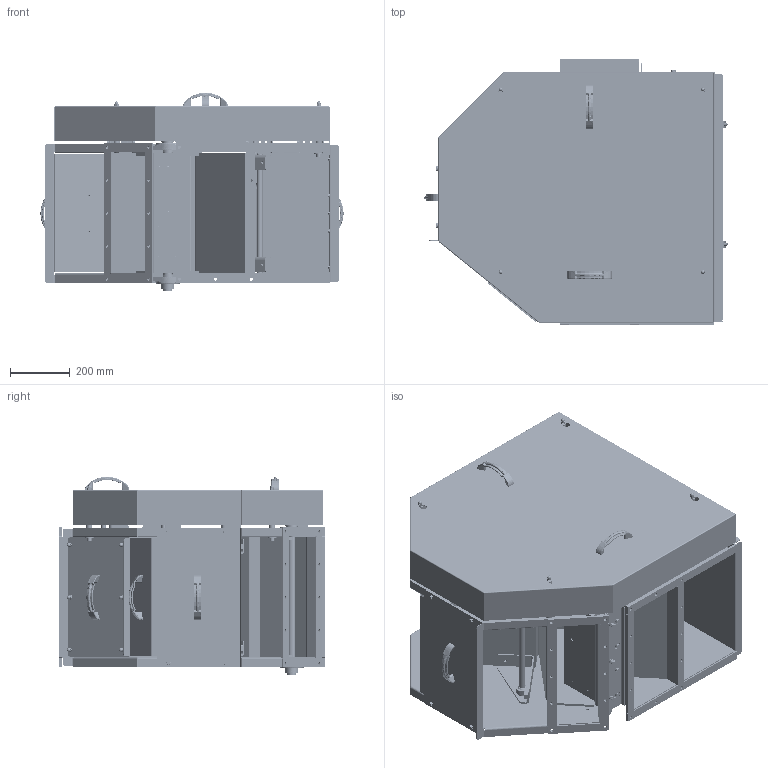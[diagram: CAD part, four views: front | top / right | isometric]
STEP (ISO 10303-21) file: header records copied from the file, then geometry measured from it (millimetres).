
FILE_DESCRIPTION(/* description */ (''),/* implementation_level */ '2;1');
FILE_NAME(/* name */ 'SRKP040035.stp',/* time_stamp */ '2023-10-16T10:23:20+02:00',/* author */ ('EN'),/* organization */ (''),/* preprocessor_version */ 'ST-DEVELOPER v18.1',/* originating_system */ 'Autodesk Inventor 2021',/* authorisation */ '');
FILE_SCHEMA (('AUTOMOTIVE_DESIGN { 1 0 10303 214 3 1 1 }'));
Products named in the file (1): SRKP040035_Obal_1
Bounding box: 1012.42 x 885 x 662.71 mm (x, y, z)
Volume: 19793596.1 mm3; surface area: 11886908.5 mm2
Topology: 19 solids, 19 shells, 5163 faces, 12917 edges, 7918 vertices
Faces by surface type: plane 2691, cylinder 1400, cone 544, torus 270, sphere 140, bspline 118
Full cylindrical faces by diameter (mm): 4 x2, 4.134 x6, 4.917 x10, 5 x19, 5.2 x4, 5.3 x4, 5.459 x3, 5.5 x6, 6 x11, 6.4 x3, 6.5 x5, 6.647 x26, 7 x2, 7.318 x2, 7.323 x11, 8 x51, 8.376 x6, 8.4 x12, 8.7 x7, 9 x36, 10 x64, 10.8 x4, 11 x3, 11.4 x29, 12 x18, 12.5 x10, 13 x8, 15 x13, 15.4 x4, 16 x45
Entity records: 159367 total; most frequent: CARTESIAN_POINT 38124, ORIENTED_EDGE 25466, DIRECTION 25245, EDGE_CURVE 12733, AXIS2_PLACEMENT_3D 9228, VERTEX_POINT 7926, LINE 6789, VECTOR 6789
